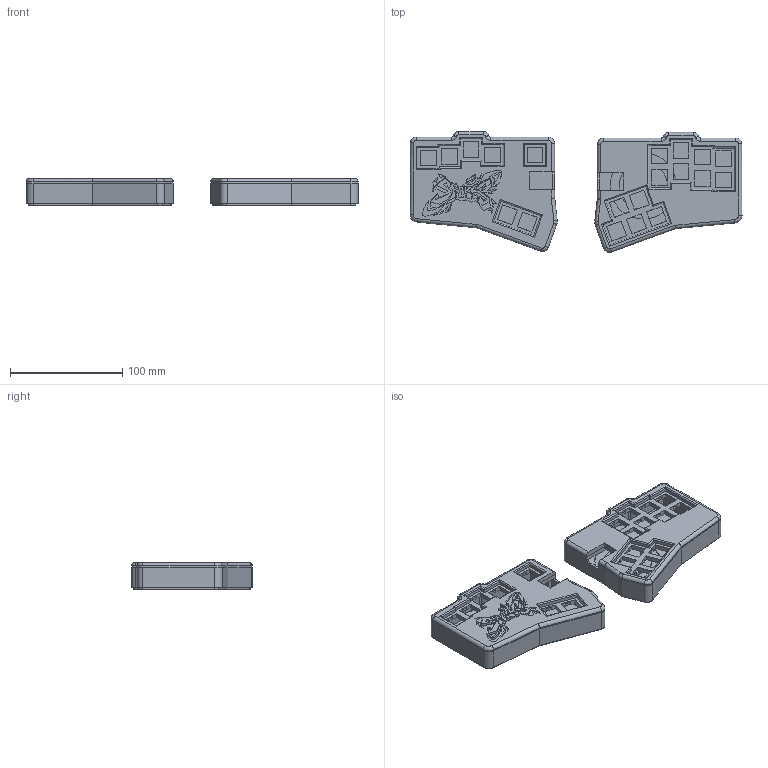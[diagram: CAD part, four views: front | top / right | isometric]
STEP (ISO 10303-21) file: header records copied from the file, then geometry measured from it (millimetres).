
FILE_DESCRIPTION(/* description */ (''),/* implementation_level */ '2;1');
FILE_NAME(/* name */ 'Splitangl.step',/* time_stamp */ '2025-09-30T12:27:12-07:00',/* author */ (''),/* organization */ (''),/* preprocessor_version */ 'ST-DEVELOPER v20.1',/* originating_system */ 'Autodesk Translation Framework v14.17.0.0',/* authorisation */ '');
FILE_SCHEMA (('AUTOMOTIVE_DESIGN { 1 0 10303 214 3 1 1 }'));
Length unit declared in the file: millimetre
Products named in the file (14): Splitangle Pico Fixed; index_home; middle_home; ring_home; pinky_home; index_bottom; middle_bottom; ring_bottom; pinky_bottom; thumb_up; thumb_left; thumb_right; thumb_neutral; thumb_down
Assembly tree (13 placements, depth 2):
  Splitangle Pico Fixed
    index_home
    middle_home
    ring_home
    pinky_home
    index_bottom
    middle_bottom
    ring_bottom
    pinky_bottom
    thumb_up
    thumb_left
    thumb_right
    thumb_neutral
    thumb_down
Bounding box: 295.72 x 107.61 x 24 mm (x, y, z)
Volume: 217854.3 mm3; surface area: 150035.7 mm2
Topology: 6 solids, 6 shells, 1022 faces, 2795 edges, 1828 vertices
Faces by surface type: plane 640, bspline 188, cylinder 184, torus 9, sphere 1
Full cylindrical faces by diameter (mm): 2.5 x2, 3 x22, 7 x2, 10 x2, 43 x2, 59 x2
Entity records: 33131 total; most frequent: CARTESIAN_POINT 8183, ORIENTED_EDGE 5590, DIRECTION 4498, EDGE_CURVE 2795, LINE 2098, VECTOR 2098, VERTEX_POINT 1828, AXIS2_PLACEMENT_3D 1200
